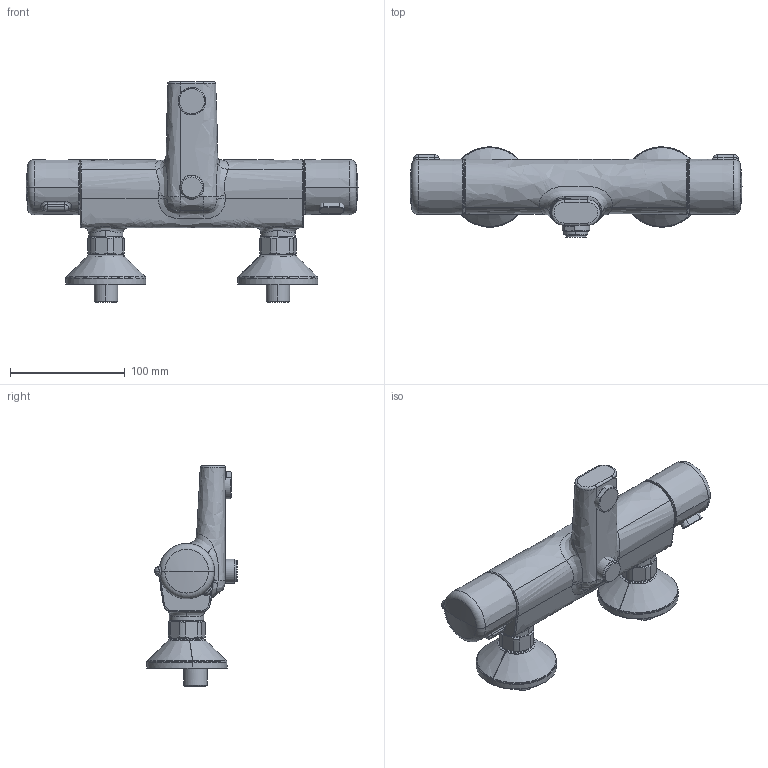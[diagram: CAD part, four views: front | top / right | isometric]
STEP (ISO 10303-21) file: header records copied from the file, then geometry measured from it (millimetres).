
FILE_DESCRIPTION (( 'STEP AP203' ), '1' );
FILE_NAME ('7462U(2016)+58162171.STEP', '2017-05-08T07:08:39', ( '' ), ( '' ), 'SwSTEP 2.0', 'SolidWorks 2016', '' );
FILE_SCHEMA (( 'CONFIG_CONTROL_DESIGN' ));
Length unit declared in the file: millimetre
Products named in the file (1): 7462U(2016)+58162171
Bounding box: 289.57 x 78.78 x 192.42 mm (x, y, z)
Surface area: 122468.6 mm2 (no closed solid volume)
Topology: 0 solids, 15 shells, 295 faces, 664 edges, 409 vertices
Faces by surface type: plane 67, cylinder 66, bspline 66, cone 64, torus 18, sphere 14
Entity records: 19180 total; most frequent: CARTESIAN_POINT 13066, ORIENTED_EDGE 1318, DIRECTION 1150, EDGE_CURVE 660, AXIS2_PLACEMENT_3D 502, VERTEX_POINT 407, EDGE_LOOP 312, FACE_OUTER_BOUND 295
